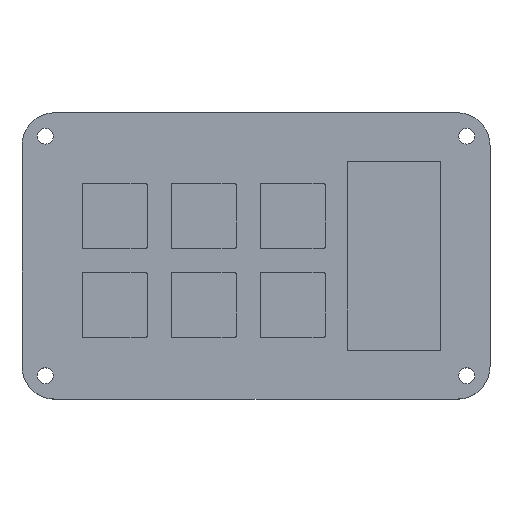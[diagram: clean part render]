
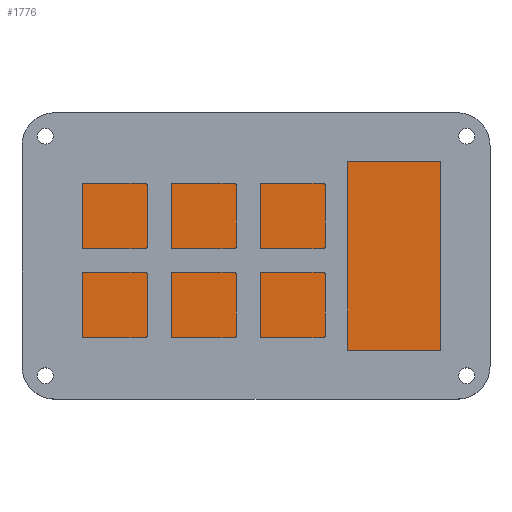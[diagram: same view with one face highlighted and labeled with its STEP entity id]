
A CAD part, top view. The second image highlights one B-rep face of the part: STEP entity #1776.
In plain terms, the highlighted planar face has unit normal (0, 0, 1).
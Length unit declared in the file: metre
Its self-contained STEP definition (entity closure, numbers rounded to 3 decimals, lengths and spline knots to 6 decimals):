
#264=ORIENTED_EDGE('',*,*,#706,.F.);
#265=ORIENTED_EDGE('',*,*,#710,.T.);
#266=ORIENTED_EDGE('',*,*,#713,.T.);
#267=ORIENTED_EDGE('',*,*,#715,.F.);
#706=EDGE_CURVE('',#946,#947,#1122,.T.);
#710=EDGE_CURVE('',#946,#949,#1126,.T.);
#713=EDGE_CURVE('',#949,#951,#1129,.T.);
#715=EDGE_CURVE('',#947,#951,#1131,.T.);
#946=VERTEX_POINT('',#2712);
#947=VERTEX_POINT('',#2714);
#949=VERTEX_POINT('',#2720);
#951=VERTEX_POINT('',#2726);
#1122=LINE('',#2713,#1298);
#1126=LINE('',#2721,#1302);
#1129=LINE('',#2727,#1305);
#1131=LINE('',#2730,#1307);
#1298=VECTOR('',#2181,1.);
#1302=VECTOR('',#2187,1.);
#1305=VECTOR('',#2192,1.);
#1307=VECTOR('',#2196,1.);
#1470=EDGE_LOOP('',(#264,#265,#266,#267));
#1602=FACE_BOUND('',#1470,.T.);
#1714=PLANE('',#1924);
#1776=ADVANCED_FACE('',(#1602),#1714,.T.);
#1924=AXIS2_PLACEMENT_3D('',#2731,#2197,#2198);
#2181=DIRECTION('',(1.,0.,0.));
#2187=DIRECTION('',(0.,-1.,0.));
#2192=DIRECTION('',(1.,0.,0.));
#2196=DIRECTION('',(0.,-1.,0.));
#2197=DIRECTION('',(0.,0.,1.));
#2198=DIRECTION('',(1.,0.,0.));
#2712=CARTESIAN_POINT('',(-0.0396,0.02015,0.004));
#2713=CARTESIAN_POINT('',(0.,0.02015,0.004));
#2714=CARTESIAN_POINT('',(0.0396,0.02015,0.004));
#2720=CARTESIAN_POINT('',(-0.0396,-0.02015,0.004));
#2721=CARTESIAN_POINT('',(-0.0396,0.,0.004));
#2726=CARTESIAN_POINT('',(0.0396,-0.02015,0.004));
#2727=CARTESIAN_POINT('',(0.,-0.02015,0.004));
#2730=CARTESIAN_POINT('',(0.0396,0.,0.004));
#2731=CARTESIAN_POINT('',(0.,0.,0.004));
